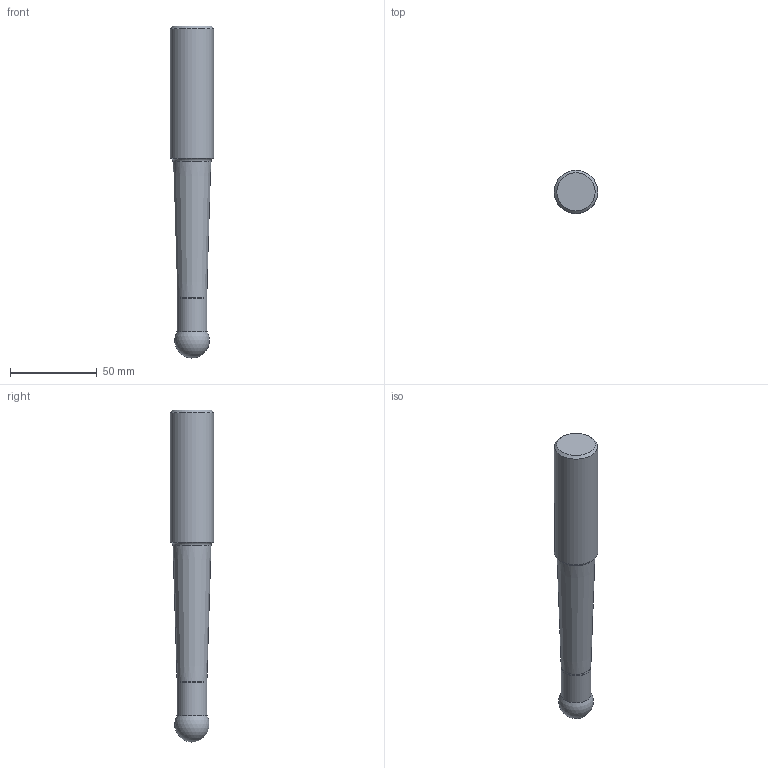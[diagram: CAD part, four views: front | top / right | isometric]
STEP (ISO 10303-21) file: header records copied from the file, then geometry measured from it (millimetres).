
FILE_DESCRIPTION(/* description */ (''),/* implementation_level */ '2;1');
FILE_NAME(/* name */ '1590408090978.stp',/* time_stamp */ '2020-05-25T17:32:03+05:00',/* author */ (''),/* organization */ ('SMS'),/* preprocessor_version */ 'ST-DEVELOPER v16.7',/* originating_system */ 'SIEMENS PLM Software NX 12.0',/* authorisation */ '');
FILE_SCHEMA (('AUTOMOTIVE_DESIGN { 1 0 10303 214 3 1 1 1 }'));
Length unit declared in the file: millimetre
Products named in the file (4): ASSEMBLY_CONSTRUCTION; 202454541mod000_00; 202455183mod000_00; 202455180mod000_00
Assembly tree (3 placements, depth 2):
  202455180mod000_00
    202455183mod000_00
    202454541mod000_00
    ASSEMBLY_CONSTRUCTION
Bounding box: 24.99 x 24.99 x 191 mm (x, y, z)
Volume: 71905.4 mm3; surface area: 14336.9 mm2
Topology: 2 solids, 2 shells, 13 faces, 24 edges, 25 vertices
Faces by surface type: plane 4, cylinder 3, cone 2, torus 2, sphere 2
Full cylindrical faces by diameter (mm): 16.995 x1, 17.125 x1, 24.994 x1
Entity records: 480 total; most frequent: DIRECTION 72, CARTESIAN_POINT 66, AXIS2_PLACEMENT_3D 36, EDGE_LOOP 22, ORIENTED_EDGE 22, STYLED_ITEM 20, PRESENTATION_STYLE_ASSIGNMENT 20, FACE_BOUND 18
